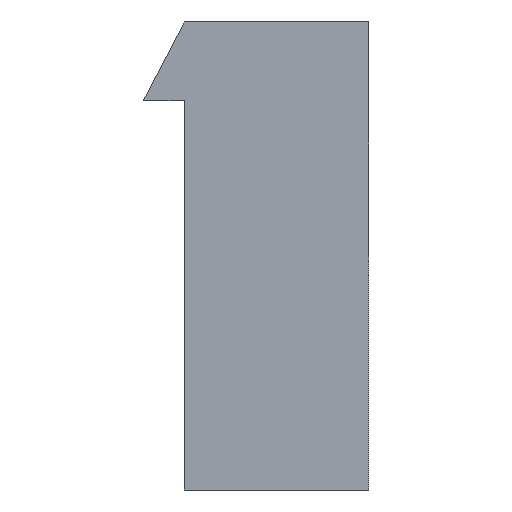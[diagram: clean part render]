
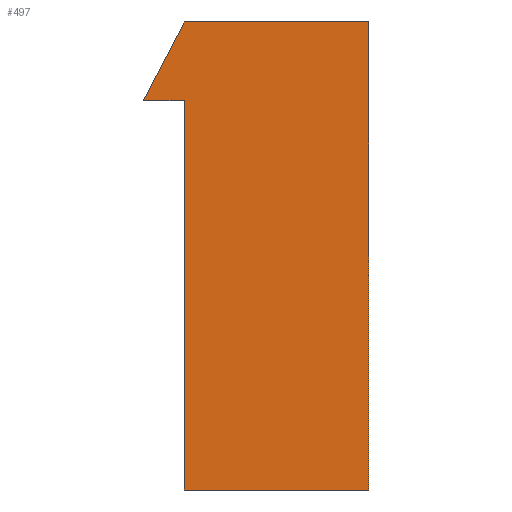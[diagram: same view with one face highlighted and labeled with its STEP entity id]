
A CAD part, left-side view. The second image highlights one B-rep face of the part: STEP entity #497.
In plain terms, the highlighted planar face has unit normal (-1, 0, 0).
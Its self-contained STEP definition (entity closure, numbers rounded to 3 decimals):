
#497 = ADVANCED_FACE( '', ( #1035 ), #1036, .F. );
#1035 = FACE_OUTER_BOUND( '', #1613, .T. );
#1036 = PLANE( '', #1614 );
#1613 = EDGE_LOOP( '', ( #3022, #3023, #3024, #3025, #3026, #3027 ) );
#1614 = AXIS2_PLACEMENT_3D( '', #3028, #3029, #3030 );
#3022 = ORIENTED_EDGE( '', *, *, #3628, .F. );
#3023 = ORIENTED_EDGE( '', *, *, #3745, .F. );
#3024 = ORIENTED_EDGE( '', *, *, #4158, .F. );
#3025 = ORIENTED_EDGE( '', *, *, #3807, .F. );
#3026 = ORIENTED_EDGE( '', *, *, #4159, .F. );
#3027 = ORIENTED_EDGE( '', *, *, #4160, .F. );
#3028 = CARTESIAN_POINT( '', ( -12.135, 0., 0. ) );
#3029 = DIRECTION( '', ( 1., 0., 0. ) );
#3030 = DIRECTION( '', ( 0., 0., -1. ) );
#3628 = EDGE_CURVE( '', #4408, #4356, #4410, .T. );
#3745 = EDGE_CURVE( '', #4609, #4408, #4610, .T. );
#3807 = EDGE_CURVE( '', #4706, #4707, #4708, .T. );
#4158 = EDGE_CURVE( '', #4707, #4609, #5196, .T. );
#4159 = EDGE_CURVE( '', #5197, #4706, #5198, .T. );
#4160 = EDGE_CURVE( '', #4356, #5197, #5199, .T. );
#4356 = VERTEX_POINT( '', #5447 );
#4408 = VERTEX_POINT( '', #5525 );
#4410 = LINE( '', #5528, #5529 );
#4609 = VERTEX_POINT( '', #5824 );
#4610 = LINE( '', #5825, #5826 );
#4706 = VERTEX_POINT( '', #5971 );
#4707 = VERTEX_POINT( '', #5972 );
#4708 = LINE( '', #5973, #5974 );
#5196 = LINE( '', #6719, #6720 );
#5197 = VERTEX_POINT( '', #6721 );
#5198 = LINE( '', #6722, #6723 );
#5199 = LINE( '', #6724, #6725 );
#5447 = CARTESIAN_POINT( '', ( -12.135, -3.15, 9.35 ) );
#5525 = CARTESIAN_POINT( '', ( -12.135, 3.15, 9.35 ) );
#5528 = CARTESIAN_POINT( '', ( -12.135, 3.15, 9.35 ) );
#5529 = VECTOR( '', #6924, 1000. );
#5824 = CARTESIAN_POINT( '', ( -12.135, 4.55, 6.65 ) );
#5825 = CARTESIAN_POINT( '', ( -12.135, 4.55, 6.65 ) );
#5826 = VECTOR( '', #7021, 1000. );
#5971 = CARTESIAN_POINT( '', ( -12.135, 3.15, -6.65 ) );
#5972 = CARTESIAN_POINT( '', ( -12.135, 3.15, 6.65 ) );
#5973 = CARTESIAN_POINT( '', ( -12.135, 3.15, -6.65 ) );
#5974 = VECTOR( '', #7071, 1000. );
#6719 = CARTESIAN_POINT( '', ( -12.135, 3.15, 6.65 ) );
#6720 = VECTOR( '', #7329, 1000. );
#6721 = CARTESIAN_POINT( '', ( -12.135, -3.15, -6.65 ) );
#6722 = CARTESIAN_POINT( '', ( -12.135, -3.15, -6.65 ) );
#6723 = VECTOR( '', #7330, 1000. );
#6724 = CARTESIAN_POINT( '', ( -12.135, -3.15, 9.35 ) );
#6725 = VECTOR( '', #7331, 1000. );
#6924 = DIRECTION( '', ( 0., -1., 0. ) );
#7021 = DIRECTION( '', ( 0., -0.46, 0.888 ) );
#7071 = DIRECTION( '', ( 0., 0., 1. ) );
#7329 = DIRECTION( '', ( 0., 1., 0. ) );
#7330 = DIRECTION( '', ( 0., 1., 0. ) );
#7331 = DIRECTION( '', ( 0., 0., -1. ) );
